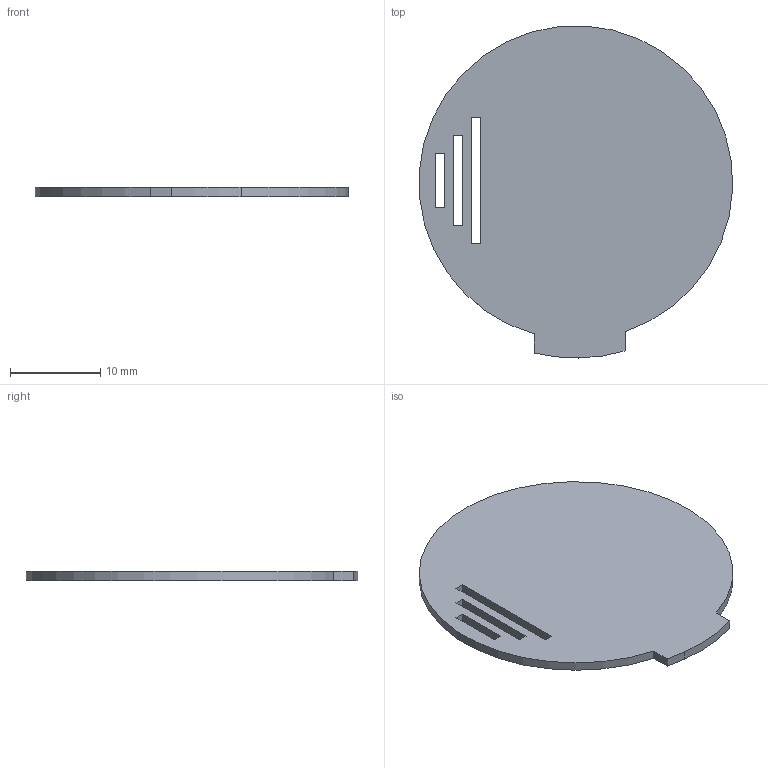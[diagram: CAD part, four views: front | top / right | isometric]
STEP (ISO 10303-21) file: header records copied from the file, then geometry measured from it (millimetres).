
FILE_DESCRIPTION(/* description */ (''),/* implementation_level */ '2;1');
FILE_NAME(/* name */ (''),/* time_stamp */ '2022-02-15T14:34:26+08:00',/* author */ (''),/* organization */ (''),/* preprocessor_version */ 'ST-DEVELOPER v18.1',/* originating_system */ 'Autodesk Translation Framework v10.13.0.1454',/* authorisation */ '');
FILE_SCHEMA (('AUTOMOTIVE_DESIGN { 1 0 10303 214 3 1 1 }'));
Length unit declared in the file: millimetre
Products named in the file (1): led
Bounding box: 34.79 x 36.87 x 1 mm (x, y, z)
Volume: 945.1 mm3; surface area: 2070 mm2
Topology: 1 solids, 1 shells, 19 faces, 51 edges, 34 vertices
Faces by surface type: plane 16, cylinder 2, bspline 1
Entity records: 691 total; most frequent: CARTESIAN_POINT 134, ORIENTED_EDGE 102, DIRECTION 91, EDGE_CURVE 51, LINE 45, VECTOR 45, VERTEX_POINT 34, EDGE_LOOP 25
